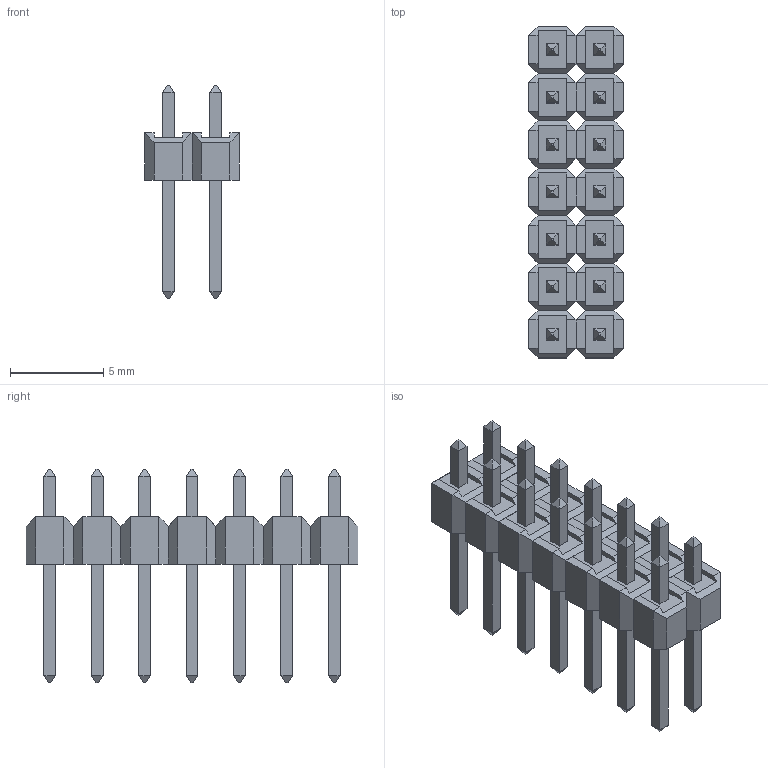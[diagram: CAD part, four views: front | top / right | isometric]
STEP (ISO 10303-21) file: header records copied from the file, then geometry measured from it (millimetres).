
FILE_DESCRIPTION(/* description */ (''),/* implementation_level */ '2;1');
FILE_NAME(/* name */ 'Pin Header 7 x 2 TH 2.54mm Pitch.stp',/* time_stamp */ '2016-11-27T15:45:14-05:00',/* author */ (''),/* organization */ (''),/* preprocessor_version */ 'ST-DEVELOPER v16',/* originating_system */ 'SIEMENS PLM Software NX 10.0',/* authorisation */ '');
FILE_SCHEMA (('AUTOMOTIVE_DESIGN { 1 0 10303 214 3 1 1 1 }'));
Length unit declared in the file: inch
Products named in the file (1): Pin Header 7 x 2 TH 2.54mm Pitch
Bounding box: 5.08 x 17.78 x 11.43 mm (x, y, z)
Volume: 243.8 mm3; surface area: 942.7 mm2
Topology: 28 solids, 28 shells, 476 faces, 1092 edges, 672 vertices
Faces by surface type: plane 476
Entity records: 16435 total; most frequent: CARTESIAN_POINT 2241, ORIENTED_EDGE 2184, DIRECTION 2046, EDGE_CURVE 1092, LINE 1092, VECTOR 1092, VERTEX_POINT 672, EDGE_LOOP 504
